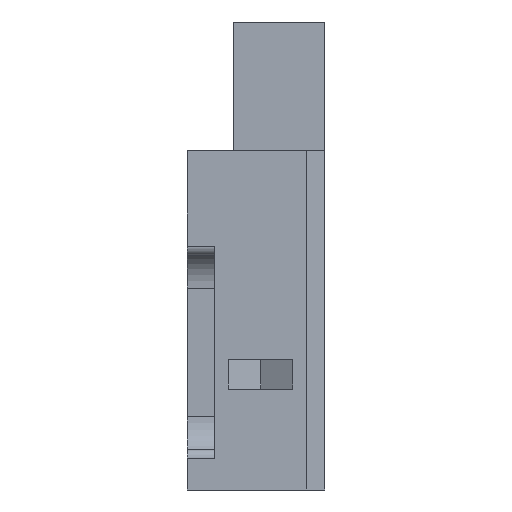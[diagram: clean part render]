
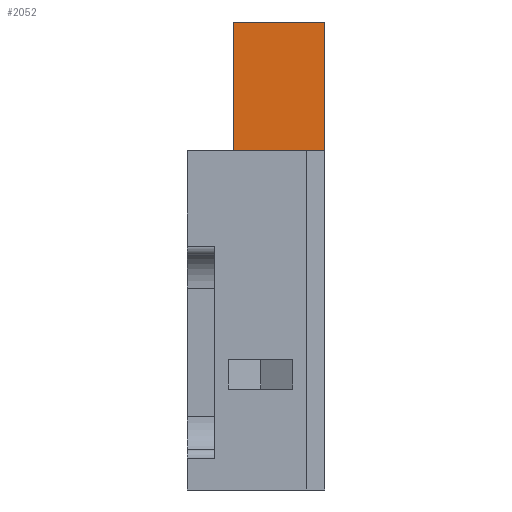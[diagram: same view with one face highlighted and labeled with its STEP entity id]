
A CAD part, left-side view. The second image highlights one B-rep face of the part: STEP entity #2052.
In plain terms, the highlighted planar face has unit normal (-1, 0, 0).
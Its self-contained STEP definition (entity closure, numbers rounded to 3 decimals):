
#54 = PLANE('',#55);
#55 = AXIS2_PLACEMENT_3D('',#56,#57,#58);
#56 = CARTESIAN_POINT('',(-81.5,-11.,-51.));
#57 = DIRECTION('',(0.,1.,0.));
#58 = DIRECTION('',(0.,0.,1.));
#355 = VERTEX_POINT('',#356);
#356 = CARTESIAN_POINT('',(-72.5,-11.,0.));
#370 = PLANE('',#371);
#371 = AXIS2_PLACEMENT_3D('',#372,#373,#374);
#372 = CARTESIAN_POINT('',(0.,-11.,0.));
#373 = DIRECTION('',(0.,0.,1.));
#374 = DIRECTION('',(0.,-1.,0.));
#382 = EDGE_CURVE('',#355,#383,#385,.T.);
#383 = VERTEX_POINT('',#384);
#384 = CARTESIAN_POINT('',(-72.5,-11.,-14.));
#385 = SURFACE_CURVE('',#386,(#390,#397),.PCURVE_S1.);
#386 = LINE('',#387,#388);
#387 = CARTESIAN_POINT('',(-72.5,-11.,0.));
#388 = VECTOR('',#389,1.);
#389 = DIRECTION('',(0.,0.,-1.));
#390 = PCURVE('',#54,#391);
#391 = DEFINITIONAL_REPRESENTATION('',(#392),#396);
#392 = LINE('',#393,#394);
#393 = CARTESIAN_POINT('',(51.,9.));
#394 = VECTOR('',#395,1.);
#395 = DIRECTION('',(-1.,0.));
#396 = ( GEOMETRIC_REPRESENTATION_CONTEXT(2) 
PARAMETRIC_REPRESENTATION_CONTEXT() REPRESENTATION_CONTEXT('2D SPACE',''
  ) );
#397 = PCURVE('',#398,#403);
#398 = PLANE('',#399);
#399 = AXIS2_PLACEMENT_3D('',#400,#401,#402);
#400 = CARTESIAN_POINT('',(-72.5,-11.,0.));
#401 = DIRECTION('',(1.,0.,0.));
#402 = DIRECTION('',(0.,0.,1.));
#403 = DEFINITIONAL_REPRESENTATION('',(#404),#408);
#404 = LINE('',#405,#406);
#405 = CARTESIAN_POINT('',(0.,0.));
#406 = VECTOR('',#407,1.);
#407 = DIRECTION('',(-1.,0.));
#408 = ( GEOMETRIC_REPRESENTATION_CONTEXT(2) 
PARAMETRIC_REPRESENTATION_CONTEXT() REPRESENTATION_CONTEXT('2D SPACE',''
  ) );
#426 = PLANE('',#427);
#427 = AXIS2_PLACEMENT_3D('',#428,#429,#430);
#428 = CARTESIAN_POINT('',(0.,-11.,-14.));
#429 = DIRECTION('',(-0.,-0.,-1.));
#430 = DIRECTION('',(-1.,0.,0.));
#1947 = EDGE_CURVE('',#355,#1948,#1950,.T.);
#1948 = VERTEX_POINT('',#1949);
#1949 = CARTESIAN_POINT('',(-72.5,-1.,0.));
#1950 = SURFACE_CURVE('',#1951,(#1955,#1962),.PCURVE_S1.);
#1951 = LINE('',#1952,#1953);
#1952 = CARTESIAN_POINT('',(-72.5,-11.,0.));
#1953 = VECTOR('',#1954,1.);
#1954 = DIRECTION('',(0.,1.,0.));
#1955 = PCURVE('',#370,#1956);
#1956 = DEFINITIONAL_REPRESENTATION('',(#1957),#1961);
#1957 = LINE('',#1958,#1959);
#1958 = CARTESIAN_POINT('',(0.,-72.5));
#1959 = VECTOR('',#1960,1.);
#1960 = DIRECTION('',(-1.,0.));
#1961 = ( GEOMETRIC_REPRESENTATION_CONTEXT(2) 
PARAMETRIC_REPRESENTATION_CONTEXT() REPRESENTATION_CONTEXT('2D SPACE',''
  ) );
#1962 = PCURVE('',#398,#1963);
#1963 = DEFINITIONAL_REPRESENTATION('',(#1964),#1968);
#1964 = LINE('',#1965,#1966);
#1965 = CARTESIAN_POINT('',(0.,-0.));
#1966 = VECTOR('',#1967,1.);
#1967 = DIRECTION('',(0.,-1.));
#1968 = ( GEOMETRIC_REPRESENTATION_CONTEXT(2) 
PARAMETRIC_REPRESENTATION_CONTEXT() REPRESENTATION_CONTEXT('2D SPACE',''
  ) );
#1986 = PLANE('',#1987);
#1987 = AXIS2_PLACEMENT_3D('',#1988,#1989,#1990);
#1988 = CARTESIAN_POINT('',(-100.,-1.,0.));
#1989 = DIRECTION('',(0.,1.,0.));
#1990 = DIRECTION('',(-1.,0.,0.));
#2052 = ADVANCED_FACE('',(#2053),#398,.F.);
#2053 = FACE_BOUND('',#2054,.T.);
#2054 = EDGE_LOOP('',(#2055,#2056,#2057,#2080));
#2055 = ORIENTED_EDGE('',*,*,#382,.F.);
#2056 = ORIENTED_EDGE('',*,*,#1947,.T.);
#2057 = ORIENTED_EDGE('',*,*,#2058,.T.);
#2058 = EDGE_CURVE('',#1948,#2059,#2061,.T.);
#2059 = VERTEX_POINT('',#2060);
#2060 = CARTESIAN_POINT('',(-72.5,-1.,-14.));
#2061 = SURFACE_CURVE('',#2062,(#2066,#2073),.PCURVE_S1.);
#2062 = LINE('',#2063,#2064);
#2063 = CARTESIAN_POINT('',(-72.5,-1.,0.));
#2064 = VECTOR('',#2065,1.);
#2065 = DIRECTION('',(0.,-0.,-1.));
#2066 = PCURVE('',#398,#2067);
#2067 = DEFINITIONAL_REPRESENTATION('',(#2068),#2072);
#2068 = LINE('',#2069,#2070);
#2069 = CARTESIAN_POINT('',(0.,-10.));
#2070 = VECTOR('',#2071,1.);
#2071 = DIRECTION('',(-1.,0.));
#2072 = ( GEOMETRIC_REPRESENTATION_CONTEXT(2) 
PARAMETRIC_REPRESENTATION_CONTEXT() REPRESENTATION_CONTEXT('2D SPACE',''
  ) );
#2073 = PCURVE('',#1986,#2074);
#2074 = DEFINITIONAL_REPRESENTATION('',(#2075),#2079);
#2075 = LINE('',#2076,#2077);
#2076 = CARTESIAN_POINT('',(-27.5,0.));
#2077 = VECTOR('',#2078,1.);
#2078 = DIRECTION('',(0.,-1.));
#2079 = ( GEOMETRIC_REPRESENTATION_CONTEXT(2) 
PARAMETRIC_REPRESENTATION_CONTEXT() REPRESENTATION_CONTEXT('2D SPACE',''
  ) );
#2080 = ORIENTED_EDGE('',*,*,#2081,.F.);
#2081 = EDGE_CURVE('',#383,#2059,#2082,.T.);
#2082 = SURFACE_CURVE('',#2083,(#2087,#2094),.PCURVE_S1.);
#2083 = LINE('',#2084,#2085);
#2084 = CARTESIAN_POINT('',(-72.5,-11.,-14.));
#2085 = VECTOR('',#2086,1.);
#2086 = DIRECTION('',(0.,1.,0.));
#2087 = PCURVE('',#398,#2088);
#2088 = DEFINITIONAL_REPRESENTATION('',(#2089),#2093);
#2089 = LINE('',#2090,#2091);
#2090 = CARTESIAN_POINT('',(-14.,0.));
#2091 = VECTOR('',#2092,1.);
#2092 = DIRECTION('',(0.,-1.));
#2093 = ( GEOMETRIC_REPRESENTATION_CONTEXT(2) 
PARAMETRIC_REPRESENTATION_CONTEXT() REPRESENTATION_CONTEXT('2D SPACE',''
  ) );
#2094 = PCURVE('',#426,#2095);
#2095 = DEFINITIONAL_REPRESENTATION('',(#2096),#2100);
#2096 = LINE('',#2097,#2098);
#2097 = CARTESIAN_POINT('',(72.5,-0.));
#2098 = VECTOR('',#2099,1.);
#2099 = DIRECTION('',(-0.,1.));
#2100 = ( GEOMETRIC_REPRESENTATION_CONTEXT(2) 
PARAMETRIC_REPRESENTATION_CONTEXT() REPRESENTATION_CONTEXT('2D SPACE',''
  ) );
